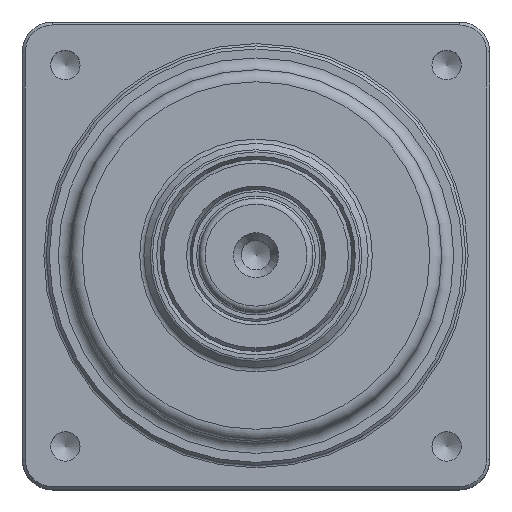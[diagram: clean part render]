
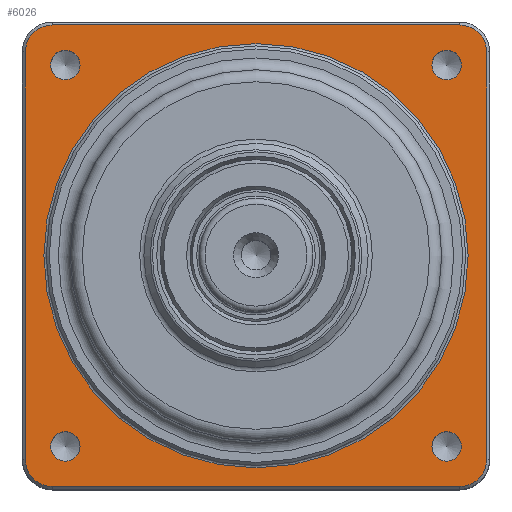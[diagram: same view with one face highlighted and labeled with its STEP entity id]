
A CAD part, top view. The second image highlights one B-rep face of the part: STEP entity #6026.
In plain terms, the highlighted planar face has unit normal (0, 0, 1).
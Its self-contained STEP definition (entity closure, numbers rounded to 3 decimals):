
#5694=CARTESIAN_POINT('',(-31.82,34.278,34.5));
#5695=VERTEX_POINT('',#5694);
#5696=CARTESIAN_POINT('',(-31.82,31.82,34.5));
#5697=DIRECTION('',(0.0,0.0,-1.0));
#5698=DIRECTION('',(0.0,1.0,0.0));
#5699=AXIS2_PLACEMENT_3D('',#5696,#5697,#5698);
#5700=CIRCLE('',#5699,2.459);
#5701=EDGE_CURVE('',#5695,#5695,#5700,.T.);
#5731=CARTESIAN_POINT('',(-34.278,-31.82,34.5));
#5732=VERTEX_POINT('',#5731);
#5733=CARTESIAN_POINT('',(-31.82,-31.82,34.5));
#5734=DIRECTION('',(0.0,0.0,-1.0));
#5735=DIRECTION('',(-1.0,0.0,0.0));
#5736=AXIS2_PLACEMENT_3D('',#5733,#5734,#5735);
#5737=CIRCLE('',#5736,2.459);
#5738=EDGE_CURVE('',#5732,#5732,#5737,.T.);
#5768=CARTESIAN_POINT('',(31.82,-34.278,34.5));
#5769=VERTEX_POINT('',#5768);
#5770=CARTESIAN_POINT('',(31.82,-31.82,34.5));
#5771=DIRECTION('',(0.0,0.0,-1.0));
#5772=DIRECTION('',(0.0,-1.0,0.0));
#5773=AXIS2_PLACEMENT_3D('',#5770,#5771,#5772);
#5774=CIRCLE('',#5773,2.459);
#5775=EDGE_CURVE('',#5769,#5769,#5774,.T.);
#5805=CARTESIAN_POINT('',(34.278,31.82,34.5));
#5806=VERTEX_POINT('',#5805);
#5807=CARTESIAN_POINT('',(31.82,31.82,34.5));
#5808=DIRECTION('',(0.0,0.0,-1.0));
#5809=DIRECTION('',(1.0,0.0,0.0));
#5810=AXIS2_PLACEMENT_3D('',#5807,#5808,#5809);
#5811=CIRCLE('',#5810,2.459);
#5812=EDGE_CURVE('',#5806,#5806,#5811,.T.);
#5904=CARTESIAN_POINT('',(35.4,0.,34.5));
#5905=VERTEX_POINT('',#5904);
#5906=CARTESIAN_POINT('',(0.0,0.0,34.5));
#5907=DIRECTION('',(0.0,0.0,1.0));
#5908=DIRECTION('',(-1.0,0.0,0.0));
#5909=AXIS2_PLACEMENT_3D('',#5906,#5907,#5908);
#5910=CIRCLE('',#5909,35.4);
#5911=EDGE_CURVE('',#5905,#5905,#5910,.T.);
#5936=CARTESIAN_POINT('',(0.0,0.,34.5));
#5937=DIRECTION('',(0.0,0.0,1.0));
#5938=DIRECTION('',(1.0,0.0,0.0));
#5939=AXIS2_PLACEMENT_3D('',#5936,#5937,#5938);
#5940=PLANE('',#5939);
#5941=CARTESIAN_POINT('',(-34.0,38.5,34.5));
#5942=VERTEX_POINT('',#5941);
#5943=CARTESIAN_POINT('',(34.0,38.5,34.5));
#5944=VERTEX_POINT('',#5943);
#5945=CARTESIAN_POINT('',(-34.0,38.5,34.5));
#5946=DIRECTION('',(1.0,0.0,0.0));
#5947=VECTOR('',#5946,68.0);
#5948=LINE('',#5945,#5947);
#5949=EDGE_CURVE('',#5942,#5944,#5948,.T.);
#5950=ORIENTED_EDGE('',*,*,#5949,.F.);
#5951=CARTESIAN_POINT('',(-38.5,34.0,34.5));
#5952=VERTEX_POINT('',#5951);
#5953=CARTESIAN_POINT('',(-34.0,34.0,34.5));
#5954=DIRECTION('',(0.0,0.0,-1.0));
#5955=DIRECTION('',(0.0,1.0,0.0));
#5956=AXIS2_PLACEMENT_3D('',#5953,#5954,#5955);
#5957=CIRCLE('',#5956,4.5);
#5958=EDGE_CURVE('',#5952,#5942,#5957,.T.);
#5959=ORIENTED_EDGE('',*,*,#5958,.F.);
#5960=CARTESIAN_POINT('',(-38.5,-34.0,34.5));
#5961=VERTEX_POINT('',#5960);
#5962=CARTESIAN_POINT('',(-38.5,-34.0,34.5));
#5963=DIRECTION('',(0.0,1.0,0.0));
#5964=VECTOR('',#5963,68.0);
#5965=LINE('',#5962,#5964);
#5966=EDGE_CURVE('',#5961,#5952,#5965,.T.);
#5967=ORIENTED_EDGE('',*,*,#5966,.F.);
#5968=CARTESIAN_POINT('',(-34.0,-38.5,34.5));
#5969=VERTEX_POINT('',#5968);
#5970=CARTESIAN_POINT('',(-34.0,-34.0,34.5));
#5971=DIRECTION('',(0.0,0.0,-1.0));
#5972=DIRECTION('',(-1.0,0.0,0.0));
#5973=AXIS2_PLACEMENT_3D('',#5970,#5971,#5972);
#5974=CIRCLE('',#5973,4.5);
#5975=EDGE_CURVE('',#5969,#5961,#5974,.T.);
#5976=ORIENTED_EDGE('',*,*,#5975,.F.);
#5977=CARTESIAN_POINT('',(34.0,-38.5,34.5));
#5978=VERTEX_POINT('',#5977);
#5979=CARTESIAN_POINT('',(34.0,-38.5,34.5));
#5980=DIRECTION('',(-1.0,0.0,0.0));
#5981=VECTOR('',#5980,68.0);
#5982=LINE('',#5979,#5981);
#5983=EDGE_CURVE('',#5978,#5969,#5982,.T.);
#5984=ORIENTED_EDGE('',*,*,#5983,.F.);
#5985=CARTESIAN_POINT('',(38.5,-34.0,34.5));
#5986=VERTEX_POINT('',#5985);
#5987=CARTESIAN_POINT('',(34.0,-34.0,34.5));
#5988=DIRECTION('',(0.0,0.0,-1.0));
#5989=DIRECTION('',(0.0,-1.0,0.0));
#5990=AXIS2_PLACEMENT_3D('',#5987,#5988,#5989);
#5991=CIRCLE('',#5990,4.5);
#5992=EDGE_CURVE('',#5986,#5978,#5991,.T.);
#5993=ORIENTED_EDGE('',*,*,#5992,.F.);
#5994=CARTESIAN_POINT('',(38.5,34.0,34.5));
#5995=VERTEX_POINT('',#5994);
#5996=CARTESIAN_POINT('',(38.5,34.0,34.5));
#5997=DIRECTION('',(0.0,-1.0,0.0));
#5998=VECTOR('',#5997,68.0);
#5999=LINE('',#5996,#5998);
#6000=EDGE_CURVE('',#5995,#5986,#5999,.T.);
#6001=ORIENTED_EDGE('',*,*,#6000,.F.);
#6002=CARTESIAN_POINT('',(34.0,34.0,34.5));
#6003=DIRECTION('',(0.0,0.0,-1.0));
#6004=DIRECTION('',(1.0,0.0,0.0));
#6005=AXIS2_PLACEMENT_3D('',#6002,#6003,#6004);
#6006=CIRCLE('',#6005,4.5);
#6007=EDGE_CURVE('',#5944,#5995,#6006,.T.);
#6008=ORIENTED_EDGE('',*,*,#6007,.F.);
#6009=EDGE_LOOP('',(#5950,#5959,#5967,#5976,#5984,#5993,#6001,#6008));
#6010=FACE_OUTER_BOUND('',#6009,.T.);
#6011=ORIENTED_EDGE('',*,*,#5701,.T.);
#6012=EDGE_LOOP('',(#6011));
#6013=FACE_BOUND('',#6012,.T.);
#6014=ORIENTED_EDGE('',*,*,#5738,.T.);
#6015=EDGE_LOOP('',(#6014));
#6016=FACE_BOUND('',#6015,.T.);
#6017=ORIENTED_EDGE('',*,*,#5775,.T.);
#6018=EDGE_LOOP('',(#6017));
#6019=FACE_BOUND('',#6018,.T.);
#6020=ORIENTED_EDGE('',*,*,#5812,.T.);
#6021=EDGE_LOOP('',(#6020));
#6022=FACE_BOUND('',#6021,.T.);
#6023=ORIENTED_EDGE('',*,*,#5911,.F.);
#6024=EDGE_LOOP('',(#6023));
#6025=FACE_BOUND('',#6024,.T.);
#6026=ADVANCED_FACE('',(#6010,#6013,#6016,#6019,#6022,#6025),#5940,.T.);
